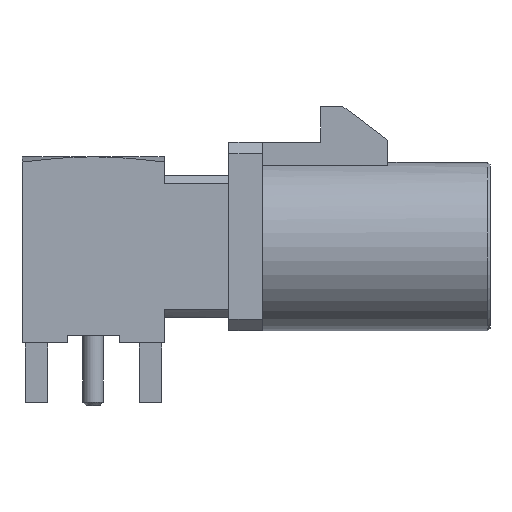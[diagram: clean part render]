
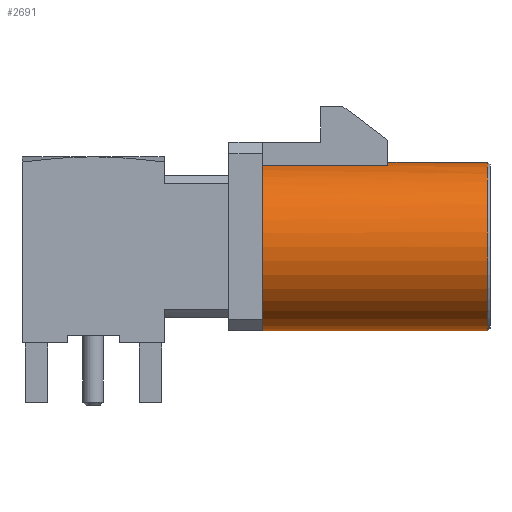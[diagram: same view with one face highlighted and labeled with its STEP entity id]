
A CAD part, left-side view. The second image highlights one B-rep face of the part: STEP entity #2691.
In plain terms, the highlighted cylindrical face has radius 3.75 mm (diameter 7.5 mm), a full revolution.
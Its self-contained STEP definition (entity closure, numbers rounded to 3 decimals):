
#57=CYLINDRICAL_SURFACE('',#2935,3.75);
#190=LINE('',#4332,#457);
#197=LINE('',#4351,#464);
#198=LINE('',#4357,#465);
#457=VECTOR('',#3461,5.597);
#464=VECTOR('',#3476,5.597);
#465=VECTOR('',#3483,3.75);
#683=FACE_OUTER_BOUND('',#836,.T.);
#836=EDGE_LOOP('',(#2045,#2046,#2047,#2048,#2049,#2050,#2051,#2052,#2053,
#2054));
#1008=CIRCLE('',#2934,3.75);
#1009=CIRCLE('',#2936,3.75);
#1010=CIRCLE('',#2937,3.75);
#1011=CIRCLE('',#2938,3.75);
#1012=CIRCLE('',#2939,3.75);
#1013=CIRCLE('',#2940,3.75);
#1179=VERTEX_POINT('',#4329);
#1180=VERTEX_POINT('',#4331);
#1184=VERTEX_POINT('',#4341);
#1186=VERTEX_POINT('',#4347);
#1187=VERTEX_POINT('',#4348);
#1188=VERTEX_POINT('',#4350);
#1189=VERTEX_POINT('',#4353);
#1190=VERTEX_POINT('',#4356);
#1496=EDGE_CURVE('',#1180,#1179,#190,.T.);
#1501=EDGE_CURVE('',#1184,#1179,#1008,.T.);
#1504=EDGE_CURVE('',#1186,#1187,#1009,.T.);
#1505=EDGE_CURVE('',#1187,#1188,#197,.T.);
#1506=EDGE_CURVE('',#1180,#1188,#1010,.T.);
#1507=EDGE_CURVE('',#1189,#1184,#1011,.T.);
#1508=EDGE_CURVE('',#1186,#1189,#1012,.T.);
#1509=EDGE_CURVE('',#1186,#1190,#198,.T.);
#1510=EDGE_CURVE('',#1190,#1190,#1013,.T.);
#2045=ORIENTED_EDGE('',*,*,#1504,.T.);
#2046=ORIENTED_EDGE('',*,*,#1505,.T.);
#2047=ORIENTED_EDGE('',*,*,#1506,.F.);
#2048=ORIENTED_EDGE('',*,*,#1496,.T.);
#2049=ORIENTED_EDGE('',*,*,#1501,.F.);
#2050=ORIENTED_EDGE('',*,*,#1507,.F.);
#2051=ORIENTED_EDGE('',*,*,#1508,.F.);
#2052=ORIENTED_EDGE('',*,*,#1509,.T.);
#2053=ORIENTED_EDGE('',*,*,#1510,.F.);
#2054=ORIENTED_EDGE('',*,*,#1509,.F.);
#2691=ADVANCED_FACE('',(#683),#57,.T.);
#2934=AXIS2_PLACEMENT_3D('',#4342,#3468,#3469);
#2935=AXIS2_PLACEMENT_3D('',#4346,#3472,#3473);
#2936=AXIS2_PLACEMENT_3D('',#4349,#3474,#3475);
#2937=AXIS2_PLACEMENT_3D('',#4352,#3477,#3478);
#2938=AXIS2_PLACEMENT_3D('',#4354,#3479,#3480);
#2939=AXIS2_PLACEMENT_3D('',#4355,#3481,#3482);
#2940=AXIS2_PLACEMENT_3D('',#4358,#3484,#3485);
#3461=DIRECTION('',(0.,1.,0.));
#3468=DIRECTION('center_axis',(0.,1.,0.));
#3469=DIRECTION('ref_axis',(-1.,0.,0.));
#3472=DIRECTION('center_axis',(0.,1.,0.));
#3473=DIRECTION('ref_axis',(-1.,0.,0.));
#3474=DIRECTION('center_axis',(0.,-1.,0.));
#3475=DIRECTION('ref_axis',(1.,0.,0.));
#3476=DIRECTION('',(0.,-1.,0.));
#3477=DIRECTION('center_axis',(0.,1.,0.));
#3478=DIRECTION('ref_axis',(-0.267,0.,0.964));
#3479=DIRECTION('center_axis',(0.,1.,0.));
#3480=DIRECTION('ref_axis',(0.,0.,-1.));
#3481=DIRECTION('center_axis',(0.,1.,0.));
#3482=DIRECTION('ref_axis',(1.,0.,0.));
#3483=DIRECTION('',(0.,-1.,0.));
#3484=DIRECTION('center_axis',(0.,-1.,0.));
#3485=DIRECTION('ref_axis',(1.,0.,0.));
#4329=CARTESIAN_POINT('',(-1.,10.985,3.614));
#4331=CARTESIAN_POINT('',(-1.,5.388,3.614));
#4332=CARTESIAN_POINT('',(-1.,5.388,3.614));
#4341=CARTESIAN_POINT('',(-3.75,10.985,0.));
#4342=CARTESIAN_POINT('Origin',(0.,10.985,0.));
#4346=CARTESIAN_POINT('Origin',(0.,10.985,0.));
#4347=CARTESIAN_POINT('',(3.75,10.985,0.));
#4348=CARTESIAN_POINT('',(1.,10.985,3.614));
#4349=CARTESIAN_POINT('Origin',(0.,10.985,0.));
#4350=CARTESIAN_POINT('',(1.,5.388,3.614));
#4351=CARTESIAN_POINT('',(1.,10.985,3.614));
#4352=CARTESIAN_POINT('Origin',(0.,5.388,0.));
#4353=CARTESIAN_POINT('',(0.,10.985,-3.75));
#4354=CARTESIAN_POINT('Origin',(0.,10.985,0.));
#4355=CARTESIAN_POINT('Origin',(0.,10.985,0.));
#4356=CARTESIAN_POINT('',(3.75,0.937,0.));
#4357=CARTESIAN_POINT('',(3.75,10.985,0.));
#4358=CARTESIAN_POINT('Origin',(0.,0.937,0.));
